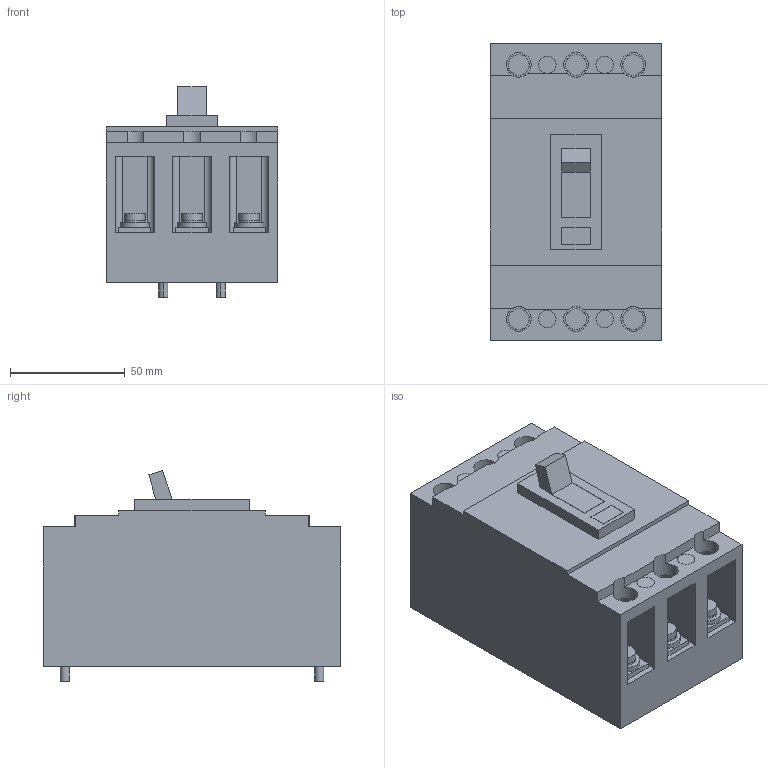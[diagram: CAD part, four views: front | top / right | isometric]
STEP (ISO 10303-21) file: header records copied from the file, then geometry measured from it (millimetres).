
FILE_DESCRIPTION(('CoCreate Modeling STEP Export'),'2;1');
FILE_NAME('Ｅ１００ＳＦ３Ｆ（１０－５０Ａ）.stp','2016-03-29T10:50:27',(''),(''),'CoCreate Modeling STEP processor for AP214 (Solid Model)','CoCreate Modeling 17.0 01-Apr-2010 (C) Parametric Technology GmbH','');
FILE_SCHEMA(('AUTOMOTIVE_DESIGN { 1 0 10303 214 1 1 1 1 }'));
Length unit declared in the file: millimetre
Products named in the file (4): p1; p2.2; p3; X0
\
Assembly tree (11 placements, depth 2):
  X0
\
    p3  x6
    p2.2  x4
    p1
Bounding box: 75 x 130 x 92.04 mm (x, y, z)
Volume: 581833.4 mm3; surface area: 74774 mm2
Topology: 11 solids, 11 shells, 365 faces, 850 edges, 566 vertices
Faces by surface type: plane 217, cylinder 148
Entity records: 7090 total; most frequent: ORIENTED_EDGE 1064, CARTESIAN_POINT 993, DIRECTION 922, EDGE_CURVE 532, VECTOR 356, LINE 356, VERTEX_POINT 354, AXIS2_PLACEMENT_3D 283
